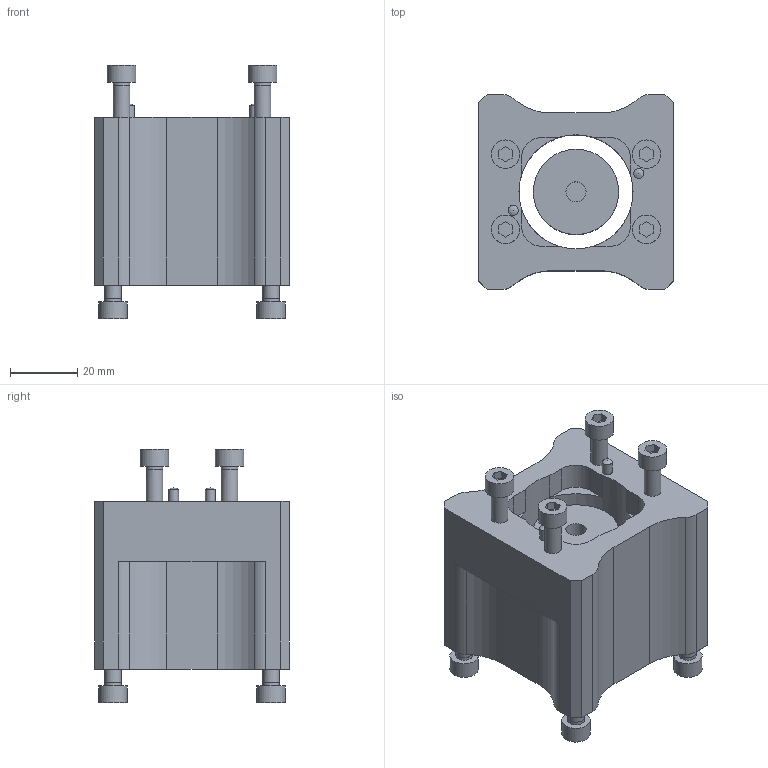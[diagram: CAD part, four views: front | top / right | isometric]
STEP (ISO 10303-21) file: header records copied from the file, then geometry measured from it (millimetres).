
FILE_DESCRIPTION( ( 'STEP AP214' ), '1' );
FILE_NAME( '3089121.step', '2008-09-08T09:48:19', ( ' ' ), ( ' ' ), 'XStep 1.0', ' ', ' ' );
FILE_SCHEMA( ( 'automotive_design' ) );
Length unit declared in the file: millimetre
Products named in the file (2): 1; 2
Bounding box: 58 x 58 x 75.5 mm (x, y, z)
Volume: 106490.2 mm3; surface area: 28909.2 mm2
Topology: 2 solids, 12 shells, 205 faces, 475 edges, 311 vertices
Faces by surface type: plane 122, cylinder 71, cone 10, bspline 2
Full cylindrical faces by diameter (mm): 3 x4, 4.134 x16, 5 x16, 6 x1, 6.35 x1, 8.5 x8, 25.4 x1, 34 x1
Entity records: 7285 total; most frequent: CARTESIAN_POINT 1215, DIRECTION 924, ORIENTED_EDGE 784, EDGE_CURVE 392, AXIS2_PLACEMENT_3D 335, VERTEX_POINT 298, EDGE_LOOP 284, LINE 254
